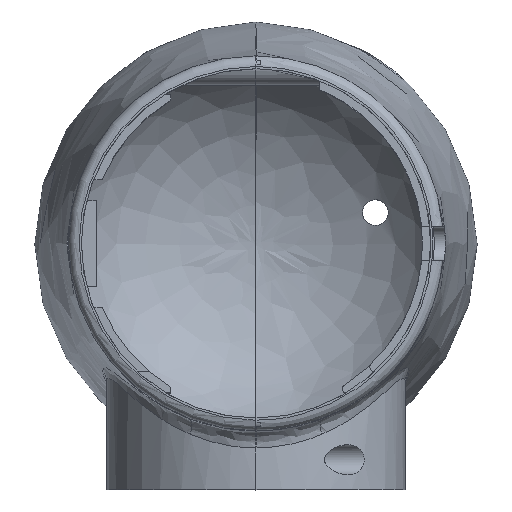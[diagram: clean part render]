
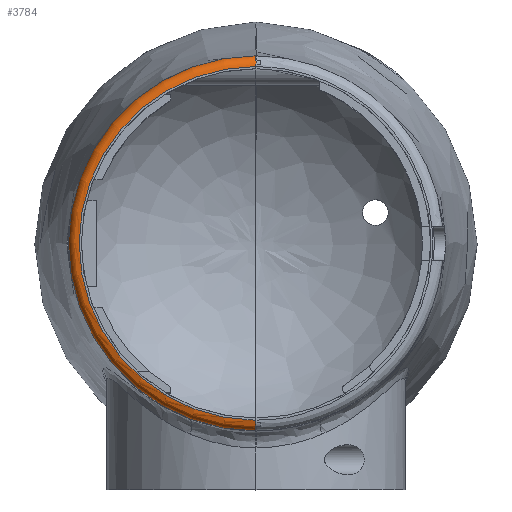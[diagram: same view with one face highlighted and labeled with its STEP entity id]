
A CAD part, top view. The second image highlights one B-rep face of the part: STEP entity #3784.
In plain terms, the highlighted toroidal (fillet/blend) face has major radius 41.5 mm and minor radius 2.5 mm.
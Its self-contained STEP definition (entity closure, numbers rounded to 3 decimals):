
#23=TOROIDAL_SURFACE('',#4125,41.5,2.5);
#558=FACE_OUTER_BOUND('',#796,.T.);
#796=EDGE_LOOP('',(#3509,#3510,#3511,#3512,#3513,#3514,#3515,#3516,#3517));
#1013=LINE('',#9636,#1256);
#1256=VECTOR('',#4980,0.44);
#1374=CIRCLE('',#3962,2.5);
#1377=CIRCLE('',#3966,44.);
#1379=CIRCLE('',#3969,2.5);
#1432=CIRCLE('',#4080,2.5);
#1442=CIRCLE('',#4106,41.501);
#1443=CIRCLE('',#4108,2.5);
#1446=CIRCLE('',#4118,2.5);
#1447=CIRCLE('',#4124,2.5);
#1664=VERTEX_POINT('',#7793);
#1665=VERTEX_POINT('',#7795);
#1671=VERTEX_POINT('',#7823);
#1672=VERTEX_POINT('',#7825);
#1675=VERTEX_POINT('',#7832);
#1676=VERTEX_POINT('',#7834);
#1795=VERTEX_POINT('',#8601);
#1826=VERTEX_POINT('',#9635);
#1827=VERTEX_POINT('',#9637);
#2137=EDGE_CURVE('',#1664,#1665,#1374,.T.);
#2144=EDGE_CURVE('',#1672,#1671,#1377,.T.);
#2148=EDGE_CURVE('',#1676,#1675,#1379,.T.);
#2307=EDGE_CURVE('',#1675,#1795,#1432,.T.);
#2361=EDGE_CURVE('',#1795,#1826,#1013,.T.);
#2363=EDGE_CURVE('',#1826,#1827,#1442,.T.);
#2374=EDGE_CURVE('',#1827,#1665,#1443,.T.);
#2394=EDGE_CURVE('',#1671,#1676,#1446,.T.);
#2400=EDGE_CURVE('',#1664,#1672,#1447,.T.);
#3509=ORIENTED_EDGE('',*,*,#2400,.T.);
#3510=ORIENTED_EDGE('',*,*,#2144,.T.);
#3511=ORIENTED_EDGE('',*,*,#2394,.T.);
#3512=ORIENTED_EDGE('',*,*,#2148,.T.);
#3513=ORIENTED_EDGE('',*,*,#2307,.T.);
#3514=ORIENTED_EDGE('',*,*,#2361,.T.);
#3515=ORIENTED_EDGE('',*,*,#2363,.T.);
#3516=ORIENTED_EDGE('',*,*,#2374,.T.);
#3517=ORIENTED_EDGE('',*,*,#2137,.F.);
#3784=ADVANCED_FACE('',(#558),#23,.T.);
#3962=AXIS2_PLACEMENT_3D('',#7796,#4587,#4588);
#3966=AXIS2_PLACEMENT_3D('',#7826,#4597,#4598);
#3969=AXIS2_PLACEMENT_3D('',#7835,#4605,#4606);
#4080=AXIS2_PLACEMENT_3D('',#8603,#4899,#4900);
#4106=AXIS2_PLACEMENT_3D('',#9639,#4982,#4983);
#4108=AXIS2_PLACEMENT_3D('',#9745,#4991,#4992);
#4118=AXIS2_PLACEMENT_3D('',#9870,#5028,#5029);
#4124=AXIS2_PLACEMENT_3D('',#9930,#5043,#5044);
#4125=AXIS2_PLACEMENT_3D('',#9943,#5046,#5047);
#4587=DIRECTION('center_axis',(-1.,0.,0.));
#4588=DIRECTION('ref_axis',(0.,0.8,0.6));
#4597=DIRECTION('center_axis',(0.,1.,0.));
#4598=DIRECTION('ref_axis',(0.,0.,1.));
#4605=DIRECTION('center_axis',(1.,0.,0.));
#4606=DIRECTION('ref_axis',(0.,0.8,-0.6));
#4899=DIRECTION('center_axis',(1.,0.,0.));
#4900=DIRECTION('ref_axis',(0.,0.98,-0.2));
#4980=DIRECTION('',(1.,0.,0.));
#4982=DIRECTION('center_axis',(0.,-1.,0.));
#4983=DIRECTION('ref_axis',(0.011,0.,-1.));
#4991=DIRECTION('center_axis',(1.,0.,0.));
#4992=DIRECTION('ref_axis',(0.,1.,0.));
#5028=DIRECTION('center_axis',(1.,0.,0.));
#5029=DIRECTION('ref_axis',(0.,0.8,-0.6));
#5043=DIRECTION('center_axis',(1.,0.,0.));
#5044=DIRECTION('ref_axis',(0.,0.,1.));
#5046=DIRECTION('center_axis',(0.,-1.,0.));
#5047=DIRECTION('ref_axis',(0.,0.,-1.));
#7793=CARTESIAN_POINT('',(-31.735,81.294,44.298));
#7795=CARTESIAN_POINT('',(-31.735,81.743,43.298));
#7796=CARTESIAN_POINT('Origin',(-31.735,79.294,42.798));
#7823=CARTESIAN_POINT('',(-31.735,79.294,-42.702));
#7825=CARTESIAN_POINT('',(-31.735,79.294,45.298));
#7826=CARTESIAN_POINT('Origin',(-31.735,79.294,1.298));
#7832=CARTESIAN_POINT('',(-31.735,81.743,-40.702));
#7834=CARTESIAN_POINT('',(-31.735,81.294,-41.702));
#7835=CARTESIAN_POINT('Origin',(-31.735,79.294,-40.202));
#8601=CARTESIAN_POINT('',(-31.735,81.794,-40.202));
#8603=CARTESIAN_POINT('Origin',(-31.735,79.294,-40.202));
#9635=CARTESIAN_POINT('',(-31.295,81.794,-40.202));
#9636=CARTESIAN_POINT('',(-31.735,81.794,-40.202));
#9637=CARTESIAN_POINT('',(-31.735,81.794,42.798));
#9639=CARTESIAN_POINT('Origin',(-31.738,81.794,1.297));
#9745=CARTESIAN_POINT('Origin',(-31.735,79.294,42.798));
#9870=CARTESIAN_POINT('Origin',(-31.735,79.294,-40.202));
#9930=CARTESIAN_POINT('Origin',(-31.735,79.294,42.798));
#9943=CARTESIAN_POINT('Origin',(-31.735,79.294,1.298));
